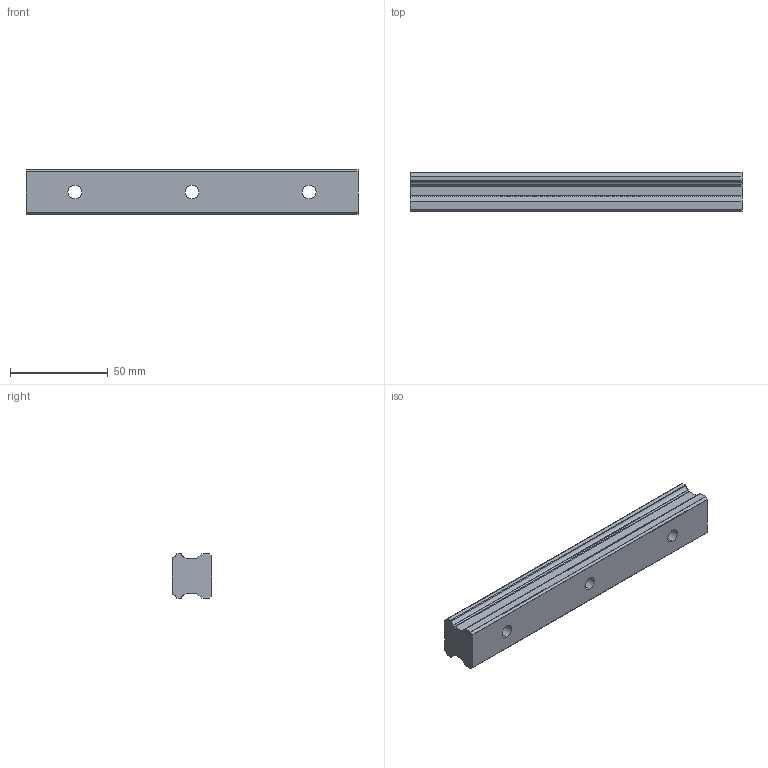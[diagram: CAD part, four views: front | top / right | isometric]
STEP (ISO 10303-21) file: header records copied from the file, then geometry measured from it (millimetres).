
FILE_DESCRIPTION (( 'STEP AP214' ), '1' );
FILE_NAME ('SHS25C1SS-170L_G25_0_B-M6F_39_0_0_0_1.STEP', '2021-06-17T21:51:38', ( '' ), ( '' ), 'SwSTEP 2.0', 'SolidWorks 2021', '' );
FILE_SCHEMA (( 'AUTOMOTIVE_DESIGN' ));
Length unit declared in the file: millimetre
Products named in the file (2): SHS25C1SS-170L_G25_0_B-M6F_39_0_0_0_1; _SHS25C17025 Track
Assembly tree (1 placements, depth 2):
  SHS25C1SS-170L_G25_0_B-M6F_39_0_0_0_1
    _SHS25C17025 Track
Bounding box: 170 x 20 x 23 mm (x, y, z)
Volume: 65714.4 mm3; surface area: 17049.7 mm2
Topology: 1 solids, 1 shells, 57 faces, 156 edges, 104 vertices
Faces by surface type: cylinder 38, plane 19
Entity records: 1924 total; most frequent: DIRECTION 354, CARTESIAN_POINT 321, ORIENTED_EDGE 312, EDGE_CURVE 156, AXIS2_PLACEMENT_3D 137, VERTEX_POINT 104, VECTOR 80, LINE 80
